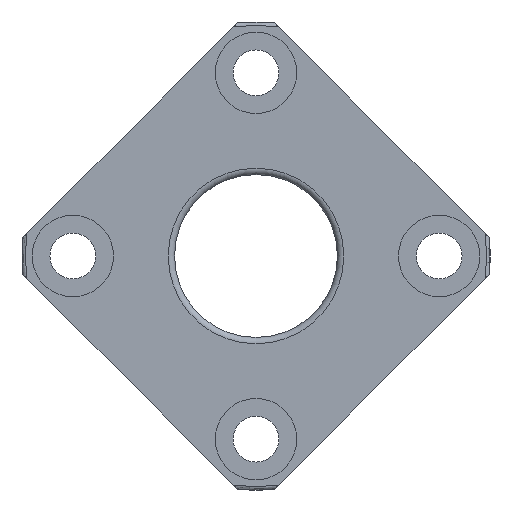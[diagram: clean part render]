
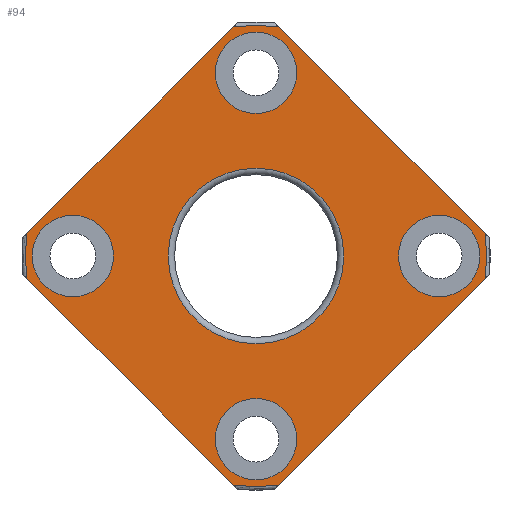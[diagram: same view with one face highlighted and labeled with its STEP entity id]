
A CAD part, left-side view. The second image highlights one B-rep face of the part: STEP entity #94.
In plain terms, the highlighted planar face has unit normal (-1, 0, 0).
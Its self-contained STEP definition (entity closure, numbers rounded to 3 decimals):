
#94 = ADVANCED_FACE( '', ( #214, #215, #216, #217, #218, #219 ), #220, .T. );
#214 = FACE_BOUND( '', #357, .T. );
#215 = FACE_BOUND( '', #358, .T. );
#216 = FACE_OUTER_BOUND( '', #359, .T. );
#217 = FACE_BOUND( '', #360, .T. );
#218 = FACE_BOUND( '', #361, .T. );
#219 = FACE_BOUND( '', #362, .T. );
#220 = PLANE( '', #363 );
#357 = EDGE_LOOP( '', ( #560 ) );
#358 = EDGE_LOOP( '', ( #561 ) );
#359 = EDGE_LOOP( '', ( #562, #563, #564, #565, #566, #567, #568, #569 ) );
#360 = EDGE_LOOP( '', ( #570 ) );
#361 = EDGE_LOOP( '', ( #571 ) );
#362 = EDGE_LOOP( '', ( #572 ) );
#363 = AXIS2_PLACEMENT_3D( '', #573, #574, #575 );
#560 = ORIENTED_EDGE( '', *, *, #747, .T. );
#561 = ORIENTED_EDGE( '', *, *, #761, .T. );
#562 = ORIENTED_EDGE( '', *, *, #782, .F. );
#563 = ORIENTED_EDGE( '', *, *, #774, .F. );
#564 = ORIENTED_EDGE( '', *, *, #783, .F. );
#565 = ORIENTED_EDGE( '', *, *, #784, .F. );
#566 = ORIENTED_EDGE( '', *, *, #785, .F. );
#567 = ORIENTED_EDGE( '', *, *, #786, .F. );
#568 = ORIENTED_EDGE( '', *, *, #734, .F. );
#569 = ORIENTED_EDGE( '', *, *, #725, .F. );
#570 = ORIENTED_EDGE( '', *, *, #771, .T. );
#571 = ORIENTED_EDGE( '', *, *, #769, .T. );
#572 = ORIENTED_EDGE( '', *, *, #787, .T. );
#573 = CARTESIAN_POINT( '', ( 0., 22.625, 0. ) );
#574 = DIRECTION( '', ( -1., 0., 0. ) );
#575 = DIRECTION( '', ( 0., 0., 1. ) );
#725 = EDGE_CURVE( '', #837, #840, #841, .T. );
#734 = EDGE_CURVE( '', #840, #855, #856, .T. );
#747 = EDGE_CURVE( '', #877, #877, #878, .T. );
#761 = EDGE_CURVE( '', #901, #901, #902, .F. );
#769 = EDGE_CURVE( '', #913, #913, #914, .T. );
#771 = EDGE_CURVE( '', #916, #916, #917, .T. );
#774 = EDGE_CURVE( '', #919, #921, #922, .T. );
#782 = EDGE_CURVE( '', #921, #837, #932, .T. );
#783 = EDGE_CURVE( '', #933, #919, #934, .T. );
#784 = EDGE_CURVE( '', #935, #933, #936, .T. );
#785 = EDGE_CURVE( '', #937, #935, #938, .T. );
#786 = EDGE_CURVE( '', #855, #937, #939, .T. );
#787 = EDGE_CURVE( '', #940, #940, #941, .T. );
#837 = VERTEX_POINT( '', #1015 );
#840 = VERTEX_POINT( '', #1025 );
#841 = CIRCLE( '', #1026, 22.625 );
#855 = VERTEX_POINT( '', #1055 );
#856 = LINE( '', #1056, #1057 );
#877 = VERTEX_POINT( '', #1094 );
#878 = CIRCLE( '', #1095, 8.625 );
#901 = VERTEX_POINT( '', #1121 );
#902 = CIRCLE( '', #1122, 4. );
#913 = VERTEX_POINT( '', #1134 );
#914 = CIRCLE( '', #1135, 4. );
#916 = VERTEX_POINT( '', #1137 );
#917 = CIRCLE( '', #1138, 4. );
#919 = VERTEX_POINT( '', #1140 );
#921 = VERTEX_POINT( '', #1149 );
#922 = CIRCLE( '', #1150, 22.625 );
#932 = LINE( '', #1168, #1169 );
#933 = VERTEX_POINT( '', #1170 );
#934 = LINE( '', #1171, #1172 );
#935 = VERTEX_POINT( '', #1173 );
#936 = CIRCLE( '', #1174, 22.625 );
#937 = VERTEX_POINT( '', #1175 );
#938 = LINE( '', #1176, #1177 );
#939 = CIRCLE( '', #1178, 22.625 );
#940 = VERTEX_POINT( '', #1179 );
#941 = CIRCLE( '', #1180, 4. );
#1015 = CARTESIAN_POINT( '', ( 0., 2.234, 22.514 ) );
#1025 = CARTESIAN_POINT( '', ( 0., -2.234, 22.514 ) );
#1026 = AXIS2_PLACEMENT_3D( '', #1284, #1285, #1286 );
#1055 = CARTESIAN_POINT( '', ( 0., -22.514, 2.234 ) );
#1056 = CARTESIAN_POINT( '', ( 0., 0., 24.749 ) );
#1057 = VECTOR( '', #1297, 1000. );
#1094 = CARTESIAN_POINT( '', ( 0., 0., -8.625 ) );
#1095 = AXIS2_PLACEMENT_3D( '', #1315, #1316, #1317 );
#1121 = CARTESIAN_POINT( '', ( 0., 18., 4. ) );
#1122 = AXIS2_PLACEMENT_3D( '', #1345, #1346, #1347 );
#1134 = CARTESIAN_POINT( '', ( 0., -18., -4. ) );
#1135 = AXIS2_PLACEMENT_3D( '', #1358, #1359, #1360 );
#1137 = CARTESIAN_POINT( '', ( 0., 0., -22. ) );
#1138 = AXIS2_PLACEMENT_3D( '', #1361, #1362, #1363 );
#1140 = CARTESIAN_POINT( '', ( 0., 22.514, -2.234 ) );
#1149 = CARTESIAN_POINT( '', ( 0., 22.514, 2.234 ) );
#1150 = AXIS2_PLACEMENT_3D( '', #1364, #1365, #1366 );
#1168 = CARTESIAN_POINT( '', ( 0., 24.749, 0. ) );
#1169 = VECTOR( '', #1374, 1000. );
#1170 = CARTESIAN_POINT( '', ( 0., 2.234, -22.514 ) );
#1171 = CARTESIAN_POINT( '', ( 0., 0., -24.749 ) );
#1172 = VECTOR( '', #1375, 1000. );
#1173 = CARTESIAN_POINT( '', ( 0., -2.234, -22.514 ) );
#1174 = AXIS2_PLACEMENT_3D( '', #1376, #1377, #1378 );
#1175 = CARTESIAN_POINT( '', ( 0., -22.514, -2.234 ) );
#1176 = CARTESIAN_POINT( '', ( 0., -24.749, 0. ) );
#1177 = VECTOR( '', #1379, 1000. );
#1178 = AXIS2_PLACEMENT_3D( '', #1380, #1381, #1382 );
#1179 = CARTESIAN_POINT( '', ( 0., 0., 14. ) );
#1180 = AXIS2_PLACEMENT_3D( '', #1383, #1384, #1385 );
#1284 = CARTESIAN_POINT( '', ( 0., 0., 0. ) );
#1285 = DIRECTION( '', ( 1., 0., 0. ) );
#1286 = DIRECTION( '', ( 0., 0., -1. ) );
#1297 = DIRECTION( '', ( 0., -0.707, -0.707 ) );
#1315 = CARTESIAN_POINT( '', ( 0., 0., 0. ) );
#1316 = DIRECTION( '', ( 1., 0., 0. ) );
#1317 = DIRECTION( '', ( 0., 0., -1. ) );
#1345 = CARTESIAN_POINT( '', ( 0., 18., 0. ) );
#1346 = DIRECTION( '', ( -1., 0., 0. ) );
#1347 = DIRECTION( '', ( 0., 0., 1. ) );
#1358 = CARTESIAN_POINT( '', ( 0., -18., 0. ) );
#1359 = DIRECTION( '', ( 1., 0., 0. ) );
#1360 = DIRECTION( '', ( 0., 0., -1. ) );
#1361 = CARTESIAN_POINT( '', ( 0., 0., -18. ) );
#1362 = DIRECTION( '', ( 1., 0., 0. ) );
#1363 = DIRECTION( '', ( 0., 0., -1. ) );
#1364 = CARTESIAN_POINT( '', ( 0., 0., 0. ) );
#1365 = DIRECTION( '', ( 1., 0., 0. ) );
#1366 = DIRECTION( '', ( 0., 0., -1. ) );
#1374 = DIRECTION( '', ( 0., -0.707, 0.707 ) );
#1375 = DIRECTION( '', ( 0., 0.707, 0.707 ) );
#1376 = CARTESIAN_POINT( '', ( 0., 0., 0. ) );
#1377 = DIRECTION( '', ( 1., 0., 0. ) );
#1378 = DIRECTION( '', ( 0., 0., -1. ) );
#1379 = DIRECTION( '', ( 0., 0.707, -0.707 ) );
#1380 = CARTESIAN_POINT( '', ( 0., 0., 0. ) );
#1381 = DIRECTION( '', ( 1., 0., 0. ) );
#1382 = DIRECTION( '', ( 0., 0., -1. ) );
#1383 = CARTESIAN_POINT( '', ( 0., 0., 18. ) );
#1384 = DIRECTION( '', ( 1., 0., 0. ) );
#1385 = DIRECTION( '', ( 0., 0., -1. ) );
